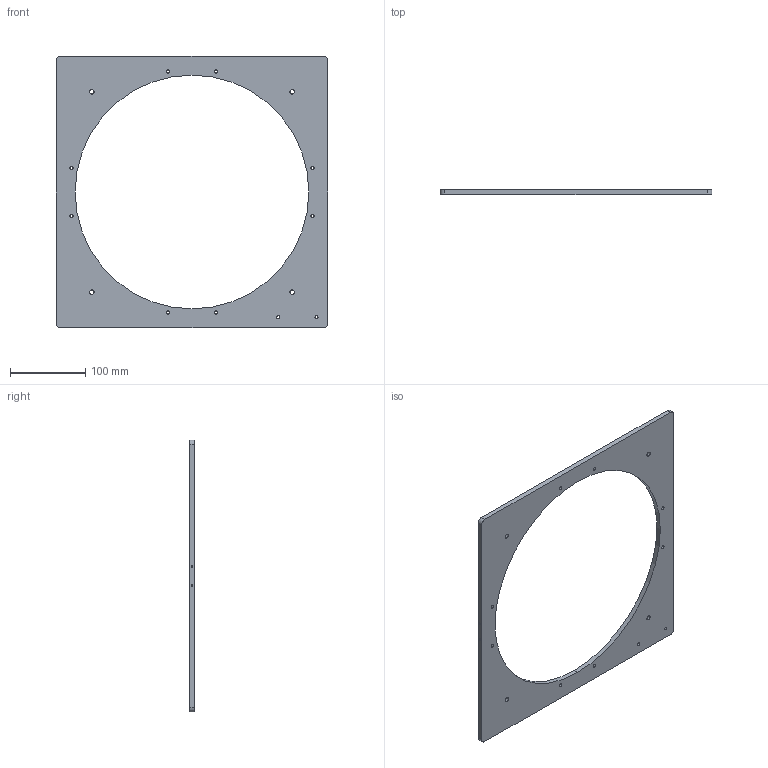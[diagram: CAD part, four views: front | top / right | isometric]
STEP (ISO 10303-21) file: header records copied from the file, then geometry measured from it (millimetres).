
FILE_DESCRIPTION (( 'STEP AP214' ), '1' );
FILE_NAME ('E4334DWG046_001.STEP', '2023-11-29T08:44:59', ( '' ), ( '' ), 'SwSTEP 2.0', 'SolidWorks 2021', '' );
FILE_SCHEMA (( 'AUTOMOTIVE_DESIGN' ));
Length unit declared in the file: inch
Products named in the file (1): E4334DWG046_001
Bounding box: 361.95 x 6.35 x 361.95 mm (x, y, z)
Volume: 347091.2 mm3; surface area: 126254.3 mm2
Topology: 1 solids, 1 shells, 56 faces, 154 edges, 96 vertices
Faces by surface type: cylinder 42, cone 8, plane 6
Entity records: 1862 total; most frequent: DIRECTION 344, CARTESIAN_POINT 299, ORIENTED_EDGE 292, EDGE_CURVE 146, AXIS2_PLACEMENT_3D 141, VERTEX_POINT 96, EDGE_LOOP 90, CIRCLE 84
